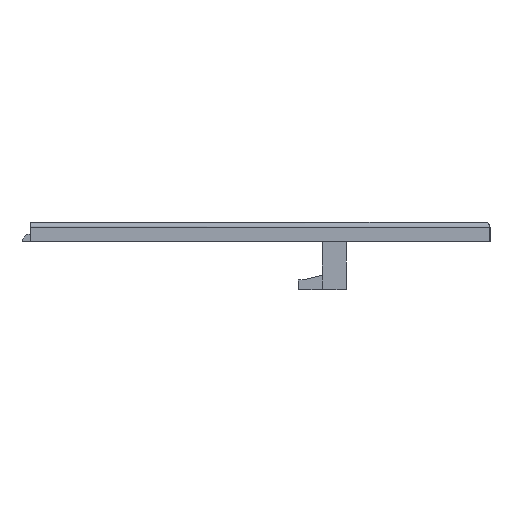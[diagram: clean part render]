
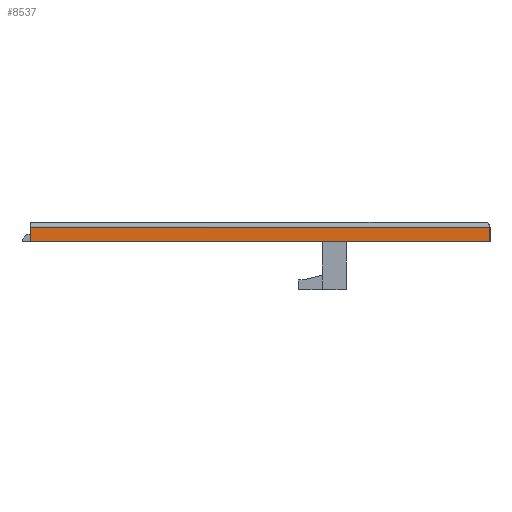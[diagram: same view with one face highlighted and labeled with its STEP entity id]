
A CAD part, left-side view. The second image highlights one B-rep face of the part: STEP entity #8537.
In plain terms, the highlighted planar face has unit normal (-1, 0, 0).
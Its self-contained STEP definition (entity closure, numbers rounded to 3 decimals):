
#145 = VERTEX_POINT('',#146);
#146 = CARTESIAN_POINT('',(-104.,46.,0.));
#152 = EDGE_CURVE('',#153,#145,#155,.T.);
#153 = VERTEX_POINT('',#154);
#154 = CARTESIAN_POINT('',(-104.,46.,3.));
#155 = LINE('',#156,#157);
#156 = CARTESIAN_POINT('',(-104.,46.,4.));
#157 = VECTOR('',#158,1.);
#158 = DIRECTION('',(-0.,-0.,-1.));
#8493 = VERTEX_POINT('',#8494);
#8494 = CARTESIAN_POINT('',(-104.,-50.,3.));
#8501 = EDGE_CURVE('',#8493,#153,#8502,.T.);
#8502 = LINE('',#8503,#8504);
#8503 = CARTESIAN_POINT('',(-104.,-50.,3.));
#8504 = VECTOR('',#8505,1.);
#8505 = DIRECTION('',(0.,1.,0.));
#8537 = ADVANCED_FACE('',(#8538),#8556,.T.);
#8538 = FACE_BOUND('',#8539,.T.);
#8539 = EDGE_LOOP('',(#8540,#8541,#8549,#8555));
#8540 = ORIENTED_EDGE('',*,*,#152,.T.);
#8541 = ORIENTED_EDGE('',*,*,#8542,.F.);
#8542 = EDGE_CURVE('',#8543,#145,#8545,.T.);
#8543 = VERTEX_POINT('',#8544);
#8544 = CARTESIAN_POINT('',(-104.,-50.,0.));
#8545 = LINE('',#8546,#8547);
#8546 = CARTESIAN_POINT('',(-104.,-50.,0.));
#8547 = VECTOR('',#8548,1.);
#8548 = DIRECTION('',(0.,1.,0.));
#8549 = ORIENTED_EDGE('',*,*,#8550,.T.);
#8550 = EDGE_CURVE('',#8543,#8493,#8551,.T.);
#8551 = LINE('',#8552,#8553);
#8552 = CARTESIAN_POINT('',(-104.,-50.,0.));
#8553 = VECTOR('',#8554,1.);
#8554 = DIRECTION('',(0.,0.,1.));
#8555 = ORIENTED_EDGE('',*,*,#8501,.T.);
#8556 = PLANE('',#8557);
#8557 = AXIS2_PLACEMENT_3D('',#8558,#8559,#8560);
#8558 = CARTESIAN_POINT('',(-104.,-50.,0.));
#8559 = DIRECTION('',(-1.,0.,0.));
#8560 = DIRECTION('',(0.,1.,0.));
